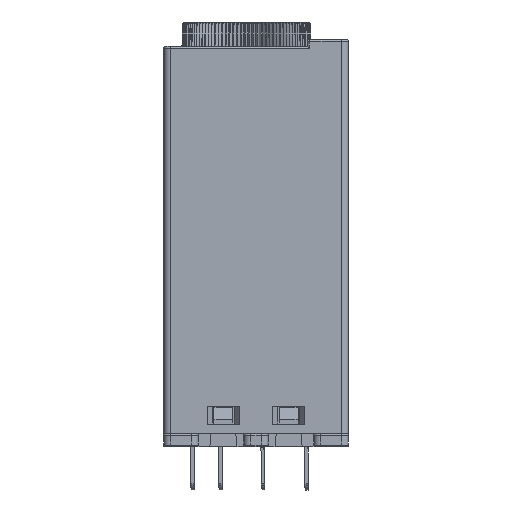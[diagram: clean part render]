
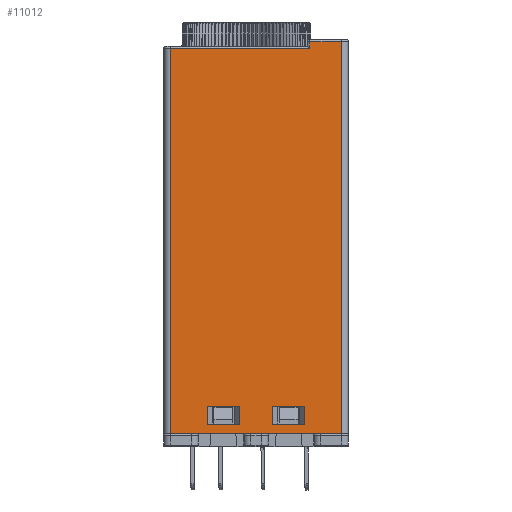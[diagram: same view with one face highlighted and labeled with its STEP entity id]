
A CAD part, left-side view. The second image highlights one B-rep face of the part: STEP entity #11012.
In plain terms, the highlighted planar face has unit normal (-1, 0, 0).
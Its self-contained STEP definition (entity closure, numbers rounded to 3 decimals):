
#512 = CARTESIAN_POINT ( 'NONE',  ( 0., 27.6, 5.95 ) ) ;
#2557 = CARTESIAN_POINT ( 'NONE',  ( 0., 6., 58.6 ) ) ;
#3285 = DIRECTION ( 'NONE',  ( 0., 1., 0. ) ) ;
#3482 = EDGE_CURVE ( 'NONE', #31621, #35633, #10213, .T. ) ;
#3510 = DIRECTION ( 'NONE',  ( 0., 1., 0. ) ) ;
#4856 = ORIENTED_EDGE ( 'NONE', *, *, #32469, .T. ) ;
#5814 = CARTESIAN_POINT ( 'NONE',  ( 0., 16.333, 3.25 ) ) ;
#6681 = VERTEX_POINT ( 'NONE', #10658 ) ;
#6796 = DIRECTION ( 'NONE',  ( 0., 0., -1. ) ) ;
#7290 = ORIENTED_EDGE ( 'NONE', *, *, #47732, .T. ) ;
#7961 = VERTEX_POINT ( 'NONE', #34430 ) ;
#8109 = CARTESIAN_POINT ( 'NONE',  ( 0., 16.333, 5.95 ) ) ;
#8400 = VECTOR ( 'NONE', #18201, 1000. ) ;
#8424 = ORIENTED_EDGE ( 'NONE', *, *, #33120, .F. ) ;
#9421 = EDGE_CURVE ( 'NONE', #45512, #49274, #54165, .T. ) ;
#10115 = CARTESIAN_POINT ( 'NONE',  ( 0., 27.5, 58.6 ) ) ;
#10213 = LINE ( 'NONE', #14875, #8400 ) ;
#10528 = ORIENTED_EDGE ( 'NONE', *, *, #26516, .T. ) ;
#10656 = VECTOR ( 'NONE', #50742, 1000. ) ;
#10658 = CARTESIAN_POINT ( 'NONE',  ( 0., 6.733, 5.95 ) ) ;
#10951 = CARTESIAN_POINT ( 'NONE',  ( 0., 27.6, 3.25 ) ) ;
#11012 = ADVANCED_FACE ( 'NONE', ( #16176, #33768, #16441 ), #33221, .F. ) ;
#12920 = DIRECTION ( 'NONE',  ( 0., 1., 0. ) ) ;
#13622 = VECTOR ( 'NONE', #31837, 1000. ) ;
#14309 = EDGE_LOOP ( 'NONE', ( #43820, #18116, #43333, #26458 ) ) ;
#14361 = EDGE_CURVE ( 'NONE', #6681, #7961, #32369, .T. ) ;
#14505 = LINE ( 'NONE', #26879, #48738 ) ;
#14595 = ORIENTED_EDGE ( 'NONE', *, *, #50878, .F. ) ;
#14875 = CARTESIAN_POINT ( 'NONE',  ( 0., 1.3, 58.9 ) ) ;
#15566 = CARTESIAN_POINT ( 'NONE',  ( 0., 6., 59.6 ) ) ;
#15900 = ORIENTED_EDGE ( 'NONE', *, *, #14361, .T. ) ;
#16047 = DIRECTION ( 'NONE',  ( 0., 0., 1. ) ) ;
#16176 = FACE_BOUND ( 'NONE', #14309, .T. ) ;
#16441 = FACE_BOUND ( 'NONE', #42800, .T. ) ;
#16937 = LINE ( 'NONE', #24920, #10656 ) ;
#18116 = ORIENTED_EDGE ( 'NONE', *, *, #24999, .T. ) ;
#18201 = DIRECTION ( 'NONE',  ( 0., 0., 1. ) ) ;
#18357 = DIRECTION ( 'NONE',  ( 0., 1., 0. ) ) ;
#18371 = DIRECTION ( 'NONE',  ( 0., -1., 0. ) ) ;
#19841 = ORIENTED_EDGE ( 'NONE', *, *, #3482, .T. ) ;
#19898 = CARTESIAN_POINT ( 'NONE',  ( 0., 11.467, 5.95 ) ) ;
#20809 = LINE ( 'NONE', #53282, #39525 ) ;
#20843 = CARTESIAN_POINT ( 'NONE',  ( 0., 27.6, 58.9 ) ) ;
#21907 = CARTESIAN_POINT ( 'NONE',  ( 0., 11.467, 5.95 ) ) ;
#22228 = DIRECTION ( 'NONE',  ( 0., 1., 0. ) ) ;
#22256 = VECTOR ( 'NONE', #22228, 1000. ) ;
#22451 = CARTESIAN_POINT ( 'NONE',  ( 0., 21.067, 3.25 ) ) ;
#23437 = LINE ( 'NONE', #40216, #48569 ) ;
#23485 = LINE ( 'NONE', #19898, #44452 ) ;
#24920 = CARTESIAN_POINT ( 'NONE',  ( 0., 27.6, 3.25 ) ) ;
#24999 = EDGE_CURVE ( 'NONE', #45512, #25165, #42939, .T. ) ;
#25165 = VERTEX_POINT ( 'NONE', #5814 ) ;
#25281 = CARTESIAN_POINT ( 'NONE',  ( 0., 11.467, 3.25 ) ) ;
#25296 = VERTEX_POINT ( 'NONE', #50040 ) ;
#25902 = CARTESIAN_POINT ( 'NONE',  ( 0., 16.333, 58.9 ) ) ;
#26342 = LINE ( 'NONE', #35152, #22256 ) ;
#26458 = ORIENTED_EDGE ( 'NONE', *, *, #27757, .T. ) ;
#26516 = EDGE_CURVE ( 'NONE', #42515, #44176, #23485, .T. ) ;
#26879 = CARTESIAN_POINT ( 'NONE',  ( 0., 26.5, 58.9 ) ) ;
#27573 = CARTESIAN_POINT ( 'NONE',  ( 0., 27.6, 1.85 ) ) ;
#27621 = EDGE_CURVE ( 'NONE', #30398, #25165, #40360, .T. ) ;
#27757 = EDGE_CURVE ( 'NONE', #30398, #49274, #20809, .T. ) ;
#28529 = DIRECTION ( 'NONE',  ( 0., 0., 1. ) ) ;
#29345 = ORIENTED_EDGE ( 'NONE', *, *, #53471, .T. ) ;
#30398 = VERTEX_POINT ( 'NONE', #22451 ) ;
#30435 = CARTESIAN_POINT ( 'NONE',  ( 0., 1.3, 59.6 ) ) ;
#31062 = VECTOR ( 'NONE', #38832, 1000. ) ;
#31289 = LINE ( 'NONE', #10115, #33454 ) ;
#31605 = CARTESIAN_POINT ( 'NONE',  ( 0., 21.067, 5.95 ) ) ;
#31621 = VERTEX_POINT ( 'NONE', #33846 ) ;
#31837 = DIRECTION ( 'NONE',  ( 0., 0., -1. ) ) ;
#32369 = LINE ( 'NONE', #48613, #13622 ) ;
#32469 = EDGE_CURVE ( 'NONE', #36963, #48821, #23437, .T. ) ;
#32734 = CARTESIAN_POINT ( 'NONE',  ( 0., 6.3, 59.6 ) ) ;
#33120 = EDGE_CURVE ( 'NONE', #6681, #44176, #26342, .T. ) ;
#33221 = PLANE ( 'NONE',  #37863 ) ;
#33454 = VECTOR ( 'NONE', #18357, 1000. ) ;
#33768 = FACE_OUTER_BOUND ( 'NONE', #44622, .T. ) ;
#33846 = CARTESIAN_POINT ( 'NONE',  ( 0., 1.3, 1.85 ) ) ;
#34430 = CARTESIAN_POINT ( 'NONE',  ( 0., 6.733, 3.25 ) ) ;
#35152 = CARTESIAN_POINT ( 'NONE',  ( 0., 27.6, 5.95 ) ) ;
#35633 = VERTEX_POINT ( 'NONE', #30435 ) ;
#36377 = DIRECTION ( 'NONE',  ( 0., 0., -1. ) ) ;
#36863 = VECTOR ( 'NONE', #18371, 1000. ) ;
#36963 = VERTEX_POINT ( 'NONE', #15566 ) ;
#37863 = AXIS2_PLACEMENT_3D ( 'NONE', #20843, #41193, #3510 ) ;
#38832 = DIRECTION ( 'NONE',  ( 0., 0., -1. ) ) ;
#38835 = ORIENTED_EDGE ( 'NONE', *, *, #51695, .T. ) ;
#39208 = EDGE_CURVE ( 'NONE', #25296, #41336, #14505, .T. ) ;
#39387 = DIRECTION ( 'NONE',  ( 0., -1., 0. ) ) ;
#39513 = VECTOR ( 'NONE', #12920, 1000. ) ;
#39525 = VECTOR ( 'NONE', #28529, 1000. ) ;
#40216 = CARTESIAN_POINT ( 'NONE',  ( 0., 6., 58.9 ) ) ;
#40360 = LINE ( 'NONE', #10951, #36863 ) ;
#41193 = DIRECTION ( 'NONE',  ( 1., 0., 0. ) ) ;
#41336 = VERTEX_POINT ( 'NONE', #49819 ) ;
#42515 = VERTEX_POINT ( 'NONE', #25281 ) ;
#42800 = EDGE_LOOP ( 'NONE', ( #8424, #15900, #14595, #10528 ) ) ;
#42939 = LINE ( 'NONE', #25902, #31062 ) ;
#43174 = VECTOR ( 'NONE', #3285, 1000. ) ;
#43252 = LINE ( 'NONE', #27573, #48542 ) ;
#43333 = ORIENTED_EDGE ( 'NONE', *, *, #27621, .F. ) ;
#43820 = ORIENTED_EDGE ( 'NONE', *, *, #9421, .F. ) ;
#44176 = VERTEX_POINT ( 'NONE', #21907 ) ;
#44452 = VECTOR ( 'NONE', #16047, 1000. ) ;
#44622 = EDGE_LOOP ( 'NONE', ( #38835, #44967, #29345, #19841, #7290, #4856 ) ) ;
#44967 = ORIENTED_EDGE ( 'NONE', *, *, #39208, .T. ) ;
#45512 = VERTEX_POINT ( 'NONE', #8109 ) ;
#47732 = EDGE_CURVE ( 'NONE', #35633, #36963, #54148, .T. ) ;
#48542 = VECTOR ( 'NONE', #39387, 1000. ) ;
#48569 = VECTOR ( 'NONE', #36377, 1000. ) ;
#48613 = CARTESIAN_POINT ( 'NONE',  ( 0., 6.733, 58.9 ) ) ;
#48738 = VECTOR ( 'NONE', #6796, 1000. ) ;
#48821 = VERTEX_POINT ( 'NONE', #2557 ) ;
#49274 = VERTEX_POINT ( 'NONE', #31605 ) ;
#49819 = CARTESIAN_POINT ( 'NONE',  ( 0., 26.5, 1.85 ) ) ;
#50040 = CARTESIAN_POINT ( 'NONE',  ( 0., 26.5, 58.6 ) ) ;
#50742 = DIRECTION ( 'NONE',  ( 0., -1., 0. ) ) ;
#50878 = EDGE_CURVE ( 'NONE', #42515, #7961, #16937, .T. ) ;
#51695 = EDGE_CURVE ( 'NONE', #48821, #25296, #31289, .T. ) ;
#53282 = CARTESIAN_POINT ( 'NONE',  ( 0., 21.067, 5.95 ) ) ;
#53471 = EDGE_CURVE ( 'NONE', #41336, #31621, #43252, .T. ) ;
#54148 = LINE ( 'NONE', #32734, #43174 ) ;
#54165 = LINE ( 'NONE', #512, #39513 ) ;
